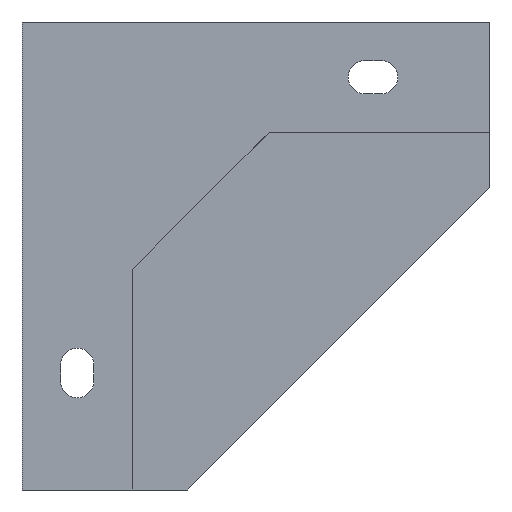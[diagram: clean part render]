
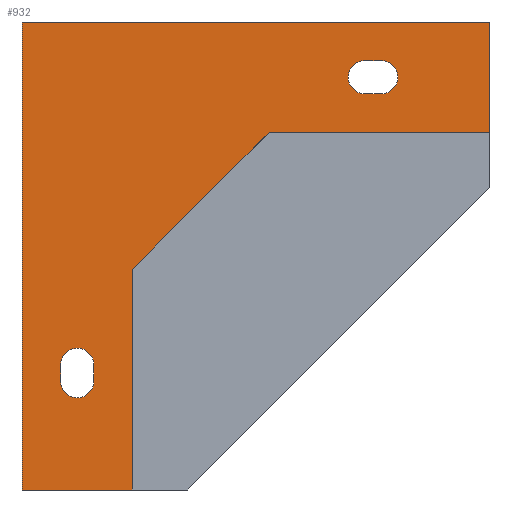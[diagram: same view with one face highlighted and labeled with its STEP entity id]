
A CAD part, left-side view. The second image highlights one B-rep face of the part: STEP entity #932.
In plain terms, the highlighted planar face has unit normal (-1, 0, 0).
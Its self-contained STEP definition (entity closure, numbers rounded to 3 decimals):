
#18 = CARTESIAN_POINT ( 'NONE',  ( 10., 78.865, 180.751 ) ) ;
#21 = DIRECTION ( 'NONE',  ( 0., 1., 0. ) ) ;
#27 = LINE ( 'NONE', #138, #317 ) ;
#28 = DIRECTION ( 'NONE',  ( 0., -0.707, 0.707 ) ) ;
#38 = DIRECTION ( 'NONE',  ( 0., 0., -1. ) ) ;
#42 = VECTOR ( 'NONE', #164, 1000. ) ;
#74 = CARTESIAN_POINT ( 'NONE',  ( 10., 78.865, 180.751 ) ) ;
#107 = DIRECTION ( 'NONE',  ( -1., 0., 0. ) ) ;
#124 = ORIENTED_EDGE ( 'NONE', *, *, #252, .F. ) ;
#132 = ORIENTED_EDGE ( 'NONE', *, *, #1236, .T. ) ;
#138 = CARTESIAN_POINT ( 'NONE',  ( 10., 68.865, 161.064 ) ) ;
#151 = DIRECTION ( 'NONE',  ( 0., -1., 0. ) ) ;
#152 = DIRECTION ( 'NONE',  ( 0., 0., 1. ) ) ;
#164 = DIRECTION ( 'NONE',  ( 0., -1., 0. ) ) ;
#165 = AXIS2_PLACEMENT_3D ( 'NONE', #312, #671, #998 ) ;
#175 = LINE ( 'NONE', #996, #1507 ) ;
#179 = DIRECTION ( 'NONE',  ( -1., 0., 0. ) ) ;
#180 = EDGE_LOOP ( 'NONE', ( #1231, #124, #591, #564, #231 ) ) ;
#189 = ORIENTED_EDGE ( 'NONE', *, *, #866, .F. ) ;
#214 = VERTEX_POINT ( 'NONE', #715 ) ;
#220 = EDGE_CURVE ( 'NONE', #1289, #938, #1115, .T. ) ;
#224 = LINE ( 'NONE', #268, #304 ) ;
#231 = ORIENTED_EDGE ( 'NONE', *, *, #384, .F. ) ;
#234 = EDGE_CURVE ( 'NONE', #770, #375, #1200, .T. ) ;
#252 = EDGE_CURVE ( 'NONE', #214, #770, #1525, .T. ) ;
#268 = CARTESIAN_POINT ( 'NONE',  ( 10., 4.116, 245.813 ) ) ;
#276 = LINE ( 'NONE', #283, #42 ) ;
#282 = ORIENTED_EDGE ( 'NONE', *, *, #342, .F. ) ;
#283 = CARTESIAN_POINT ( 'NONE',  ( 10., 44.116, 225.813 ) ) ;
#284 = EDGE_CURVE ( 'NONE', #359, #823, #27, .T. ) ;
#296 = AXIS2_PLACEMENT_3D ( 'NONE', #608, #985, #757 ) ;
#299 = ORIENTED_EDGE ( 'NONE', *, *, #1142, .F. ) ;
#300 = CARTESIAN_POINT ( 'NONE',  ( 10., 26.803, 232.813 ) ) ;
#304 = VECTOR ( 'NONE', #151, 1000. ) ;
#312 = CARTESIAN_POINT ( 'NONE',  ( 10., 78.865, 183.751 ) ) ;
#314 = CARTESIAN_POINT ( 'NONE',  ( 10., 26.803, 235.813 ) ) ;
#317 = VECTOR ( 'NONE', #152, 1000. ) ;
#320 = AXIS2_PLACEMENT_3D ( 'NONE', #1206, #107, #1410 ) ;
#342 = EDGE_CURVE ( 'NONE', #359, #995, #754, .T. ) ;
#347 = VERTEX_POINT ( 'NONE', #1437 ) ;
#348 = CARTESIAN_POINT ( 'NONE',  ( 10., 26.803, 238.813 ) ) ;
#359 = VERTEX_POINT ( 'NONE', #1083 ) ;
#375 = VERTEX_POINT ( 'NONE', #1451 ) ;
#384 = EDGE_CURVE ( 'NONE', #375, #938, #653, .T. ) ;
#391 = CARTESIAN_POINT ( 'NONE',  ( 10., 88.865, 245.813 ) ) ;
#395 = DIRECTION ( 'NONE',  ( 0., 0., 1. ) ) ;
#429 = ORIENTED_EDGE ( 'NONE', *, *, #1034, .T. ) ;
#434 = DIRECTION ( 'NONE',  ( 0., 0., 1. ) ) ;
#450 = CARTESIAN_POINT ( 'NONE',  ( 10., 88.865, 245.813 ) ) ;
#477 = ORIENTED_EDGE ( 'NONE', *, *, #844, .T. ) ;
#496 = LINE ( 'NONE', #1224, #1366 ) ;
#508 = DIRECTION ( 'NONE',  ( 0., 1., 0. ) ) ;
#547 = CARTESIAN_POINT ( 'NONE',  ( 10., 23.803, 238.813 ) ) ;
#561 = LINE ( 'NONE', #1386, #1003 ) ;
#562 = VECTOR ( 'NONE', #855, 1000. ) ;
#564 = ORIENTED_EDGE ( 'NONE', *, *, #220, .T. ) ;
#580 = AXIS2_PLACEMENT_3D ( 'NONE', #18, #1105, #1222 ) ;
#591 = ORIENTED_EDGE ( 'NONE', *, *, #593, .F. ) ;
#593 = EDGE_CURVE ( 'NONE', #1289, #214, #627, .T. ) ;
#608 = CARTESIAN_POINT ( 'NONE',  ( 10., 23.803, 235.813 ) ) ;
#611 = CARTESIAN_POINT ( 'NONE',  ( 10., 81.865, 183.751 ) ) ;
#617 = FACE_BOUND ( 'NONE', #180, .T. ) ;
#627 = CIRCLE ( 'NONE', #1505, 3. ) ;
#636 = CARTESIAN_POINT ( 'NONE',  ( 10., 75.865, 0. ) ) ;
#638 = LINE ( 'NONE', #391, #562 ) ;
#653 = CIRCLE ( 'NONE', #165, 3. ) ;
#662 = VERTEX_POINT ( 'NONE', #547 ) ;
#671 = DIRECTION ( 'NONE',  ( -1., 0., 0. ) ) ;
#683 = VERTEX_POINT ( 'NONE', #300 ) ;
#693 = AXIS2_PLACEMENT_3D ( 'NONE', #314, #179, #1125 ) ;
#700 = CARTESIAN_POINT ( 'NONE',  ( 10., 88.865, 161.064 ) ) ;
#709 = ORIENTED_EDGE ( 'NONE', *, *, #284, .T. ) ;
#714 = ORIENTED_EDGE ( 'NONE', *, *, #1028, .F. ) ;
#715 = CARTESIAN_POINT ( 'NONE',  ( 10., 78.865, 177.751 ) ) ;
#728 = FACE_BOUND ( 'NONE', #740, .T. ) ;
#740 = EDGE_LOOP ( 'NONE', ( #949, #477, #189, #299 ) ) ;
#748 = VECTOR ( 'NONE', #395, 1000. ) ;
#754 = LINE ( 'NONE', #954, #1383 ) ;
#757 = DIRECTION ( 'NONE',  ( 0., 0., 1. ) ) ;
#770 = VERTEX_POINT ( 'NONE', #1497 ) ;
#780 = CARTESIAN_POINT ( 'NONE',  ( 10., 4.116, 225.813 ) ) ;
#787 = CARTESIAN_POINT ( 'NONE',  ( 10., 81.865, 180.751 ) ) ;
#823 = VERTEX_POINT ( 'NONE', #1273 ) ;
#844 = EDGE_CURVE ( 'NONE', #1169, #683, #561, .T. ) ;
#855 = DIRECTION ( 'NONE',  ( 0., 0., 1. ) ) ;
#866 = EDGE_CURVE ( 'NONE', #970, #683, #1375, .T. ) ;
#917 = EDGE_CURVE ( 'NONE', #1494, #1382, #224, .T. ) ;
#929 = FACE_OUTER_BOUND ( 'NONE', #1346, .T. ) ;
#932 = ADVANCED_FACE ( 'NONE', ( #617, #728, #929 ), #1172, .T. ) ;
#938 = VERTEX_POINT ( 'NONE', #611 ) ;
#949 = ORIENTED_EDGE ( 'NONE', *, *, #1245, .F. ) ;
#953 = ORIENTED_EDGE ( 'NONE', *, *, #917, .F. ) ;
#954 = CARTESIAN_POINT ( 'NONE',  ( 10., 68.865, 161.064 ) ) ;
#970 = VERTEX_POINT ( 'NONE', #348 ) ;
#976 = LINE ( 'NONE', #1108, #1436 ) ;
#985 = DIRECTION ( 'NONE',  ( -1., 0., 0. ) ) ;
#995 = VERTEX_POINT ( 'NONE', #700 ) ;
#996 = CARTESIAN_POINT ( 'NONE',  ( 10., 4.116, 225.813 ) ) ;
#998 = DIRECTION ( 'NONE',  ( 0., 0., 1. ) ) ;
#1000 = CARTESIAN_POINT ( 'NONE',  ( 10., 23.803, 232.813 ) ) ;
#1003 = VECTOR ( 'NONE', #1041, 1000. ) ;
#1028 = EDGE_CURVE ( 'NONE', #1382, #1372, #175, .T. ) ;
#1034 = EDGE_CURVE ( 'NONE', #347, #1372, #276, .T. ) ;
#1041 = DIRECTION ( 'NONE',  ( 0., 1., 0. ) ) ;
#1083 = CARTESIAN_POINT ( 'NONE',  ( 10., 68.865, 161.064 ) ) ;
#1090 = CARTESIAN_POINT ( 'NONE',  ( 10., 81.865, 0. ) ) ;
#1105 = DIRECTION ( 'NONE',  ( -1., 0., 0. ) ) ;
#1108 = CARTESIAN_POINT ( 'NONE',  ( 10., 0., 238.813 ) ) ;
#1115 = LINE ( 'NONE', #1090, #1159 ) ;
#1125 = DIRECTION ( 'NONE',  ( 0., 0., 1. ) ) ;
#1126 = ORIENTED_EDGE ( 'NONE', *, *, #1141, .F. ) ;
#1141 = EDGE_CURVE ( 'NONE', #995, #1494, #638, .T. ) ;
#1142 = EDGE_CURVE ( 'NONE', #662, #970, #976, .T. ) ;
#1159 = VECTOR ( 'NONE', #1342, 1000. ) ;
#1162 = CIRCLE ( 'NONE', #296, 3. ) ;
#1169 = VERTEX_POINT ( 'NONE', #1000 ) ;
#1172 = PLANE ( 'NONE',  #320 ) ;
#1200 = LINE ( 'NONE', #636, #748 ) ;
#1206 = CARTESIAN_POINT ( 'NONE',  ( 10., 0., 0. ) ) ;
#1222 = DIRECTION ( 'NONE',  ( 0., 0., 1. ) ) ;
#1224 = CARTESIAN_POINT ( 'NONE',  ( 10., 68.865, 201.064 ) ) ;
#1229 = CARTESIAN_POINT ( 'NONE',  ( 10., 4.116, 245.813 ) ) ;
#1231 = ORIENTED_EDGE ( 'NONE', *, *, #234, .F. ) ;
#1236 = EDGE_CURVE ( 'NONE', #823, #347, #496, .T. ) ;
#1245 = EDGE_CURVE ( 'NONE', #1169, #662, #1162, .T. ) ;
#1251 = DIRECTION ( 'NONE',  ( -1., 0., 0. ) ) ;
#1273 = CARTESIAN_POINT ( 'NONE',  ( 10., 68.865, 201.064 ) ) ;
#1289 = VERTEX_POINT ( 'NONE', #787 ) ;
#1342 = DIRECTION ( 'NONE',  ( 0., 0., 1. ) ) ;
#1346 = EDGE_LOOP ( 'NONE', ( #132, #429, #714, #953, #1126, #282, #709 ) ) ;
#1366 = VECTOR ( 'NONE', #28, 1000. ) ;
#1372 = VERTEX_POINT ( 'NONE', #780 ) ;
#1375 = CIRCLE ( 'NONE', #693, 3. ) ;
#1382 = VERTEX_POINT ( 'NONE', #1229 ) ;
#1383 = VECTOR ( 'NONE', #508, 1000. ) ;
#1386 = CARTESIAN_POINT ( 'NONE',  ( 10., 0., 232.813 ) ) ;
#1410 = DIRECTION ( 'NONE',  ( 0., 0., 1. ) ) ;
#1436 = VECTOR ( 'NONE', #21, 1000. ) ;
#1437 = CARTESIAN_POINT ( 'NONE',  ( 10., 44.116, 225.813 ) ) ;
#1451 = CARTESIAN_POINT ( 'NONE',  ( 10., 75.865, 183.751 ) ) ;
#1494 = VERTEX_POINT ( 'NONE', #450 ) ;
#1497 = CARTESIAN_POINT ( 'NONE',  ( 10., 75.865, 180.751 ) ) ;
#1505 = AXIS2_PLACEMENT_3D ( 'NONE', #74, #1251, #434 ) ;
#1507 = VECTOR ( 'NONE', #38, 1000. ) ;
#1525 = CIRCLE ( 'NONE', #580, 3. ) ;
